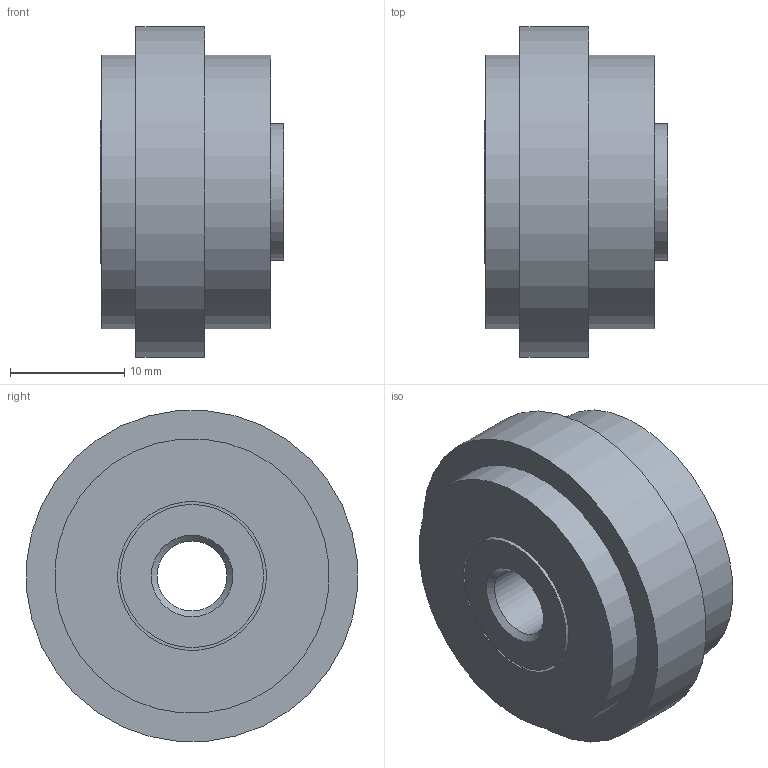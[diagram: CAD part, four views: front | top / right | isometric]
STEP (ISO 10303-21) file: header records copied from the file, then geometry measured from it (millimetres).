
FILE_DESCRIPTION(/* description */ ('KriTec Rolle 6 PA'),/* implementation_level */ '2;1');
FILE_NAME(/* name */ '11165_KriTec_Rolle_6_PA.stp',/* time_stamp */ '2021-08-16T14:22:57+02:00',/* author */ ('Nell'),/* organization */ (''),/* preprocessor_version */ 'ST-DEVELOPER v17',/* originating_system */ 'Autodesk Inventor 2018',/* authorisation */ '');
FILE_SCHEMA (('AUTOMOTIVE_DESIGN { 1 0 10303 214 3 1 1 }'));
Length unit declared in the file: millimetre
Products named in the file (4): 11165; 11165_Rolle_6_PA; 11165_Distanzscheibe_6; 11165_Distanzhülse_6
Assembly tree (3 placements, depth 2):
  11165
    11165_Rolle_6_PA
    11165_Distanzscheibe_6
    11165_Distanzhülse_6
Bounding box: 16 x 28.9 x 28.9 mm (x, y, z)
Volume: 7485.3 mm3; surface area: 4029.4 mm2
Topology: 3 solids, 3 shells, 24 faces, 39 edges, 26 vertices
Faces by surface type: cylinder 11, plane 11, cone 2
Full cylindrical faces by diameter (mm): 6.1 x1, 6.6 x1, 10 x1, 10.2 x1, 12 x1, 12.5 x1, 13 x2, 24 x2, 29 x1
Entity records: 729 total; most frequent: DIRECTION 127, CARTESIAN_POINT 96, ORIENTED_EDGE 78, AXIS2_PLACEMENT_3D 57, EDGE_CURVE 39, EDGE_LOOP 35, CIRCLE 26, VERTEX_POINT 26
